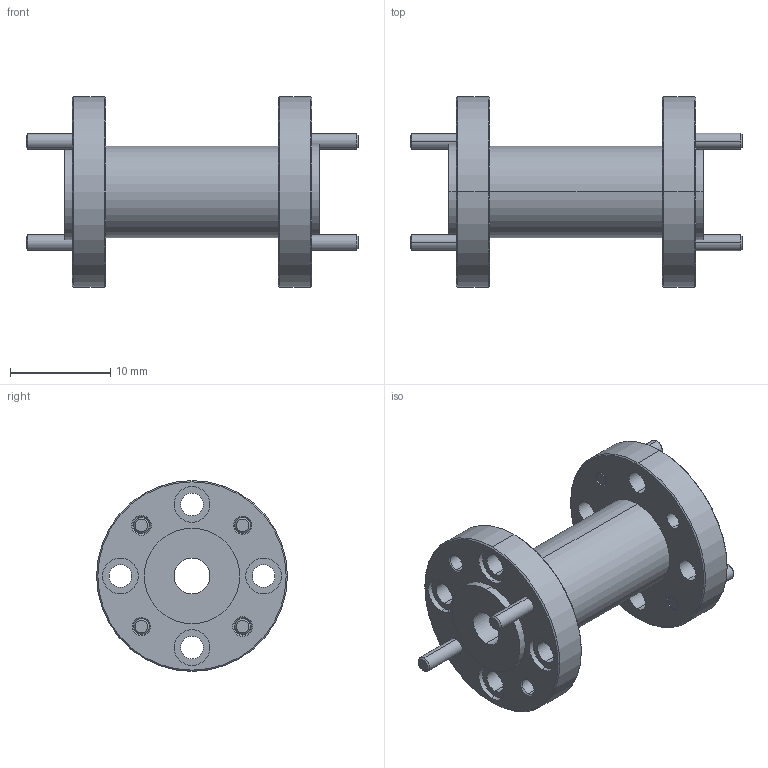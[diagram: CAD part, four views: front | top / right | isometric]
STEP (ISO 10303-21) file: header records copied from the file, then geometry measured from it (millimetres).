
FILE_DESCRIPTION (( 'STEP AP203' ), '1' );
FILE_NAME ('DMAS-141-302-1, df.STEP', '2017-07-18T18:54:15', ( '' ), ( '' ), 'SwSTEP 2.0', 'SolidWorks 2013', '' );
FILE_SCHEMA (( 'CONFIG_CONTROL_DESIGN' ));
Length unit declared in the file: inch
Products named in the file (1): DMAS-141-302-1, df
Bounding box: 33.15 x 19.05 x 19.05 mm (x, y, z)
Volume: 2743.9 mm3; surface area: 2602.7 mm2
Topology: 5 solids, 5 shells, 130 faces, 292 edges, 184 vertices
Faces by surface type: cylinder 68, cone 40, plane 22
Entity records: 3823 total; most frequent: DIRECTION 738, CARTESIAN_POINT 607, ORIENTED_EDGE 584, AXIS2_PLACEMENT_3D 315, EDGE_CURVE 292, VERTEX_POINT 184, CIRCLE 184, EDGE_LOOP 176
